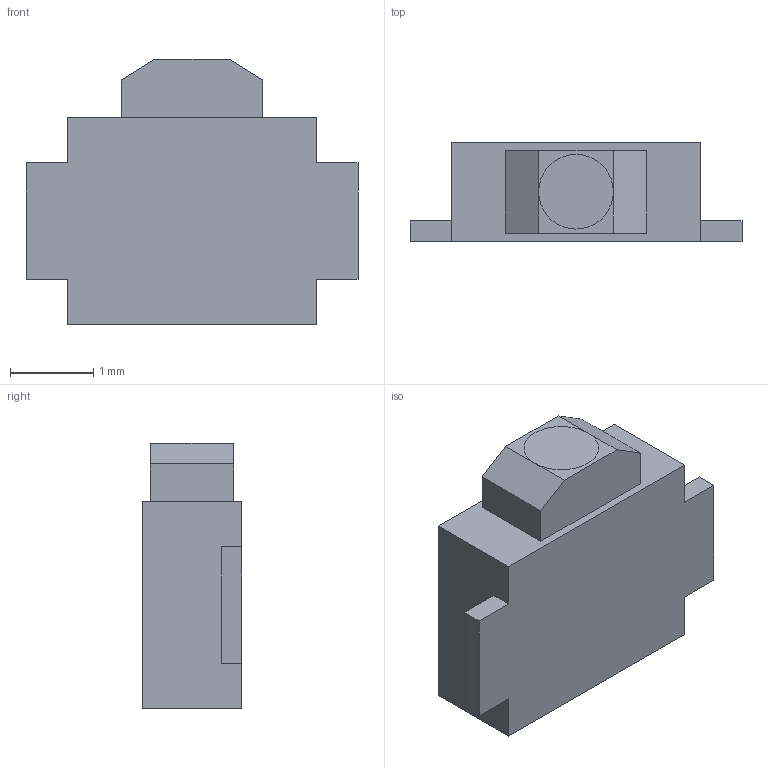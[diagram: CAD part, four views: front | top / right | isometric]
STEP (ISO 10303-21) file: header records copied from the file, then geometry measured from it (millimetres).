
FILE_DESCRIPTION (( 'STEP AP203' ), '1' );
FILE_NAME ('Reset Switch-b3u_B3U-3000P(M).step', '2018-08-14T05:19:08', ( '' ), ( '' ), 'SwSTEP 2.0', 'SolidWorks 2018', '' );
FILE_SCHEMA (( 'CONFIG_CONTROL_DESIGN' ));
Length unit declared in the file: millimetre
Products named in the file (1): Reset Switch-b3u_B3U-3000P(M)
Bounding box: 4 x 1.2 x 3.2 mm (x, y, z)
Volume: 10.4 mm3; surface area: 34.7 mm2
Topology: 1 solids, 1 shells, 23 faces, 58 edges, 38 vertices
Faces by surface type: plane 23
Entity records: 755 total; most frequent: CARTESIAN_POINT 120, ORIENTED_EDGE 116, DIRECTION 108, EDGE_CURVE 58, VECTOR 56, LINE 56, VERTEX_POINT 38, AXIS2_PLACEMENT_3D 26
